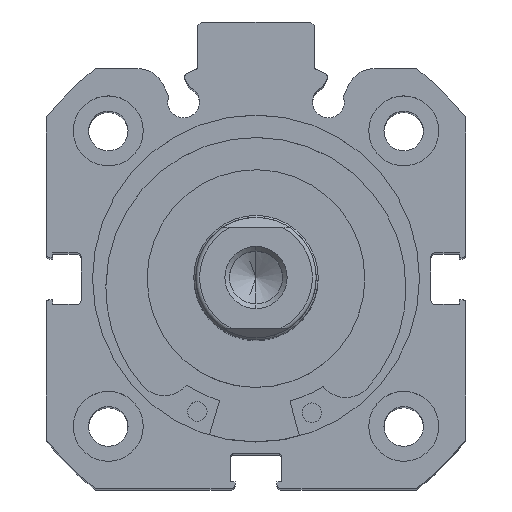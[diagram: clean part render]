
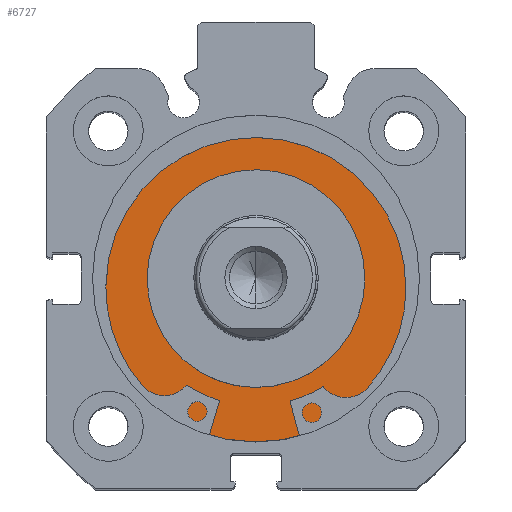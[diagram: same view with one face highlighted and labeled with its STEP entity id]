
A CAD part, top view. The second image highlights one B-rep face of the part: STEP entity #6727.
In plain terms, the highlighted face is planar.
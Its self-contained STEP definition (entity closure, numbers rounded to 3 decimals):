
#583 = AXIS2_PLACEMENT_3D ( 'NONE', #2472, #2474, #2475 ) ;
#804 = AXIS2_PLACEMENT_3D ( 'NONE', #4425, #4426, #4427 ) ;
#806 = AXIS2_PLACEMENT_3D ( 'NONE', #4414, #4420, #4421 ) ;
#817 = AXIS2_PLACEMENT_3D ( 'NONE', #4461, #4468, #4469 ) ;
#822 = AXIS2_PLACEMENT_3D ( 'NONE', #4473, #4482, #4483 ) ;
#1631 = FACE_BOUND ( 'NONE', #5232, .T. ) ;
#1637 = FACE_OUTER_BOUND ( 'NONE', #5191, .T. ) ;
#2472 = CARTESIAN_POINT ( 'NONE',  ( 3.5, 21., 0. ) ) ;
#2473 = PLANE ( 'NONE',  #583 ) ;
#2474 = DIRECTION ( 'NONE',  ( 1., 0., 0. ) ) ;
#2475 = DIRECTION ( 'NONE',  ( 0., 0., -1. ) ) ;
#3338 = CARTESIAN_POINT ( 'NONE',  ( 3.5, 0., -14. ) ) ;
#3508 = CIRCLE ( 'NONE', #806, 21. ) ;
#3514 = CIRCLE ( 'NONE', #804, 14. ) ;
#3553 = CIRCLE ( 'NONE', #817, 14. ) ;
#3567 = CIRCLE ( 'NONE', #822, 21. ) ;
#4097 = CARTESIAN_POINT ( 'NONE',  ( 3.5, 0., 21. ) ) ;
#4249 = CARTESIAN_POINT ( 'NONE',  ( 3.5, 0., 14. ) ) ;
#4251 = CARTESIAN_POINT ( 'NONE',  ( 3.5, 0., -21. ) ) ;
#4414 = CARTESIAN_POINT ( 'NONE',  ( 3.5, 0., 0. ) ) ;
#4420 = DIRECTION ( 'NONE',  ( -1., 0., 0. ) ) ;
#4421 = DIRECTION ( 'NONE',  ( 0., 0., 1. ) ) ;
#4425 = CARTESIAN_POINT ( 'NONE',  ( 3.5, 0., 0. ) ) ;
#4426 = DIRECTION ( 'NONE',  ( -1., 0., 0. ) ) ;
#4427 = DIRECTION ( 'NONE',  ( 0., 0., 1. ) ) ;
#4461 = CARTESIAN_POINT ( 'NONE',  ( 3.5, 0., 0. ) ) ;
#4468 = DIRECTION ( 'NONE',  ( -1., 0., 0. ) ) ;
#4469 = DIRECTION ( 'NONE',  ( 0., 0., 1. ) ) ;
#4473 = CARTESIAN_POINT ( 'NONE',  ( 3.5, 0., 0. ) ) ;
#4482 = DIRECTION ( 'NONE',  ( -1., 0., 0. ) ) ;
#4483 = DIRECTION ( 'NONE',  ( 0., 0., 1. ) ) ;
#5191 = EDGE_LOOP ( 'NONE', ( #6262, #6261 ) ) ;
#5232 = EDGE_LOOP ( 'NONE', ( #6264, #6263 ) ) ;
#6261 = ORIENTED_EDGE ( 'NONE', *, *, #7625, .T. ) ;
#6262 = ORIENTED_EDGE ( 'NONE', *, *, #7602, .T. ) ;
#6263 = ORIENTED_EDGE ( 'NONE', *, *, #7620, .F. ) ;
#6264 = ORIENTED_EDGE ( 'NONE', *, *, #7604, .F. ) ;
#6727 = ADVANCED_FACE ( 'NONE', ( #1631, #1637 ), #2473, .F. ) ;
#7006 = VERTEX_POINT ( 'NONE', #3338 ) ;
#7129 = VERTEX_POINT ( 'NONE', #4097 ) ;
#7376 = VERTEX_POINT ( 'NONE', #4249 ) ;
#7379 = VERTEX_POINT ( 'NONE', #4251 ) ;
#7602 = EDGE_CURVE ( 'NONE', #7129, #7379, #3508, .T. ) ;
#7604 = EDGE_CURVE ( 'NONE', #7376, #7006, #3514, .T. ) ;
#7620 = EDGE_CURVE ( 'NONE', #7006, #7376, #3553, .T. ) ;
#7625 = EDGE_CURVE ( 'NONE', #7379, #7129, #3567, .T. ) ;
